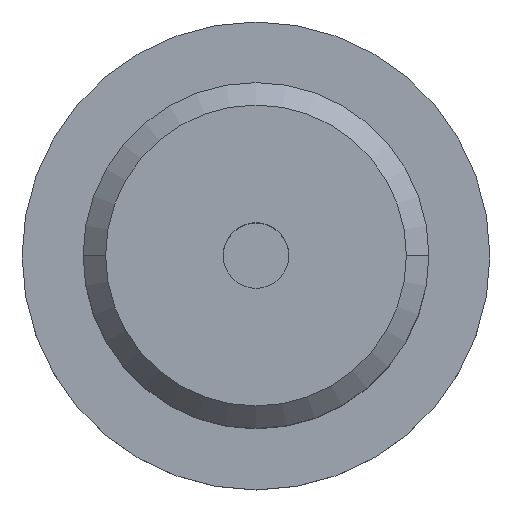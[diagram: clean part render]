
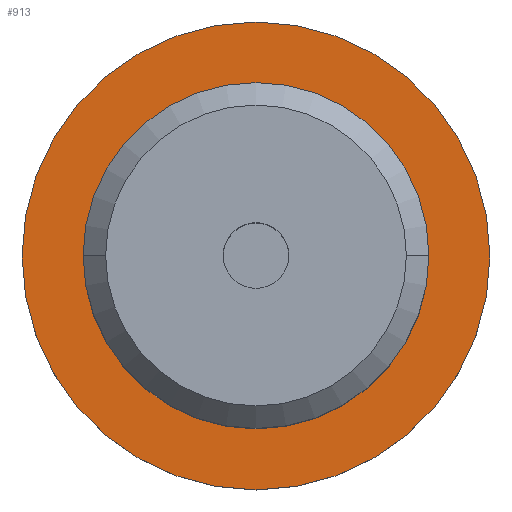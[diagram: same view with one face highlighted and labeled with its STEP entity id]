
A CAD part, top view. The second image highlights one B-rep face of the part: STEP entity #913.
In plain terms, the highlighted planar face has unit normal (0, 0, 1).
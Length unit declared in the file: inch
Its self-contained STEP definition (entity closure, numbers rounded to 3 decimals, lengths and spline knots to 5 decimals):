
#230=CARTESIAN_POINT('',(0.,0.,-0.38376));
#231=DIRECTION('',(0.,0.,1.));
#232=DIRECTION('',(-1.,0.,0.));
#233=AXIS2_PLACEMENT_3D('',#230,#231,#232);
#235=CARTESIAN_POINT('',(0.,0.,-0.38376));
#236=DIRECTION('',(0.,0.,-1.));
#237=DIRECTION('',(-1.,0.,0.));
#238=AXIS2_PLACEMENT_3D('',#235,#236,#237);
#240=CARTESIAN_POINT('',(0.,0.,-0.38376));
#241=DIRECTION('',(0.,0.,1.));
#242=DIRECTION('',(0.,-1.,0.));
#243=AXIS2_PLACEMENT_3D('',#240,#241,#242);
#245=CARTESIAN_POINT('',(0.,0.,-0.38376));
#246=DIRECTION('',(0.,0.,1.));
#247=DIRECTION('',(0.,1.,0.));
#248=AXIS2_PLACEMENT_3D('',#245,#246,#247);
#663=CARTESIAN_POINT('',(-0.259,0.,-0.38376));
#665=VERTEX_POINT('',#663);
#673=CARTESIAN_POINT('',(0.259,0.,-0.38376));
#675=VERTEX_POINT('',#673);
#676=CARTESIAN_POINT('',(0.,-0.35039,-0.38376));
#677=CARTESIAN_POINT('',(0.,0.35039,-0.38376));
#678=VERTEX_POINT('',#676);
#679=VERTEX_POINT('',#677);
#898=CARTESIAN_POINT('',(0.,0.,-0.38376));
#899=DIRECTION('',(0.,0.,1.));
#900=DIRECTION('',(-1.,0.,0.));
#901=AXIS2_PLACEMENT_3D('',#898,#899,#900);
#902=PLANE('',#901);
#904=ORIENTED_EDGE('',*,*,#903,.F.);
#906=ORIENTED_EDGE('',*,*,#905,.F.);
#907=EDGE_LOOP('',(#904,#906));
#908=FACE_OUTER_BOUND('',#907,.F.);
#909=ORIENTED_EDGE('',*,*,#893,.T.);
#910=ORIENTED_EDGE('',*,*,#877,.F.);
#911=EDGE_LOOP('',(#909,#910));
#912=FACE_BOUND('',#911,.F.);
#913=ADVANCED_FACE('',(#908,#912),#902,.T.);
#234=CIRCLE('',#233,0.259);
#239=CIRCLE('',#238,0.259);
#244=CIRCLE('',#243,0.35039);
#249=CIRCLE('',#248,0.35039);
#877=EDGE_CURVE('',#665,#675,#239,.T.);
#893=EDGE_CURVE('',#665,#675,#234,.T.);
#903=EDGE_CURVE('',#678,#679,#244,.T.);
#905=EDGE_CURVE('',#679,#678,#249,.T.);
